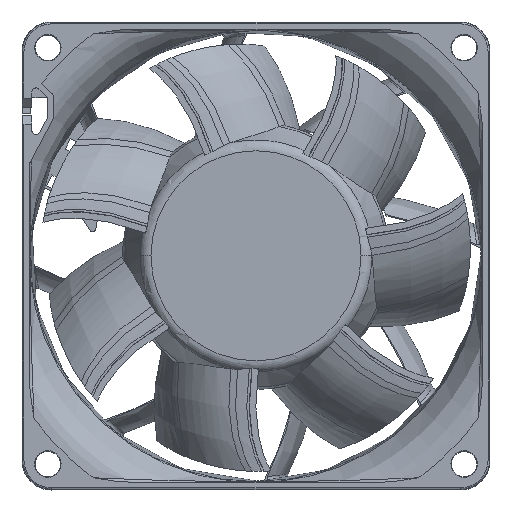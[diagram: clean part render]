
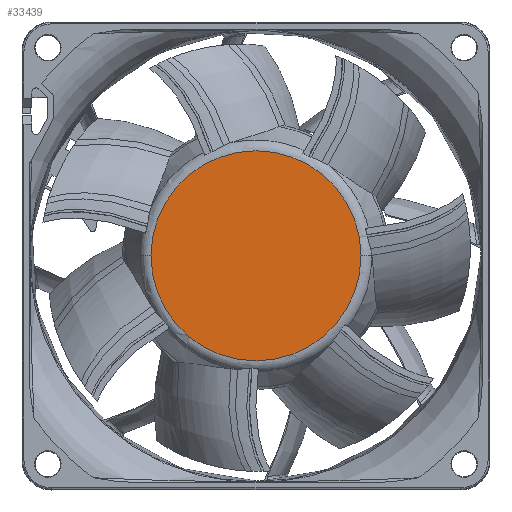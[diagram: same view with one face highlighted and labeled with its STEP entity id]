
A CAD part, top view. The second image highlights one B-rep face of the part: STEP entity #33439.
In plain terms, the highlighted face is planar.
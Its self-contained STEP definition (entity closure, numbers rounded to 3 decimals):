
#29615=CARTESIAN_POINT('',(0.,0.,0.));
#29616=DIRECTION('',(0.,-1.,0.));
#29617=DIRECTION('',(-1.,0.,0.));
#29618=AXIS2_PLACEMENT_3D('',#29615,#29616,#29617);
#29620=CARTESIAN_POINT('',(0.,0.,0.));
#29621=DIRECTION('',(0.,-1.,0.));
#29622=DIRECTION('',(1.,0.,0.));
#29623=AXIS2_PLACEMENT_3D('',#29620,#29621,#29622);
#32916=CARTESIAN_POINT('',(-18.007,0.,0.));
#32917=CARTESIAN_POINT('',(18.007,0.,0.));
#32918=VERTEX_POINT('',#32916);
#32919=VERTEX_POINT('',#32917);
#33428=CARTESIAN_POINT('',(0.,0.,0.));
#33429=DIRECTION('',(0.,1.,0.));
#33430=DIRECTION('',(1.,0.,0.));
#33431=AXIS2_PLACEMENT_3D('',#33428,#33429,#33430);
#33432=PLANE('',#33431);
#33434=ORIENTED_EDGE('',*,*,#33433,.F.);
#33436=ORIENTED_EDGE('',*,*,#33435,.F.);
#33437=EDGE_LOOP('',(#33434,#33436));
#33438=FACE_OUTER_BOUND('',#33437,.F.);
#29619=CIRCLE('',#29618,18.007);
#29624=CIRCLE('',#29623,18.007);
#33433=EDGE_CURVE('',#32918,#32919,#29619,.T.);
#33435=EDGE_CURVE('',#32919,#32918,#29624,.T.);
#33439=ADVANCED_FACE('',(#33438),#33432,.F.);
